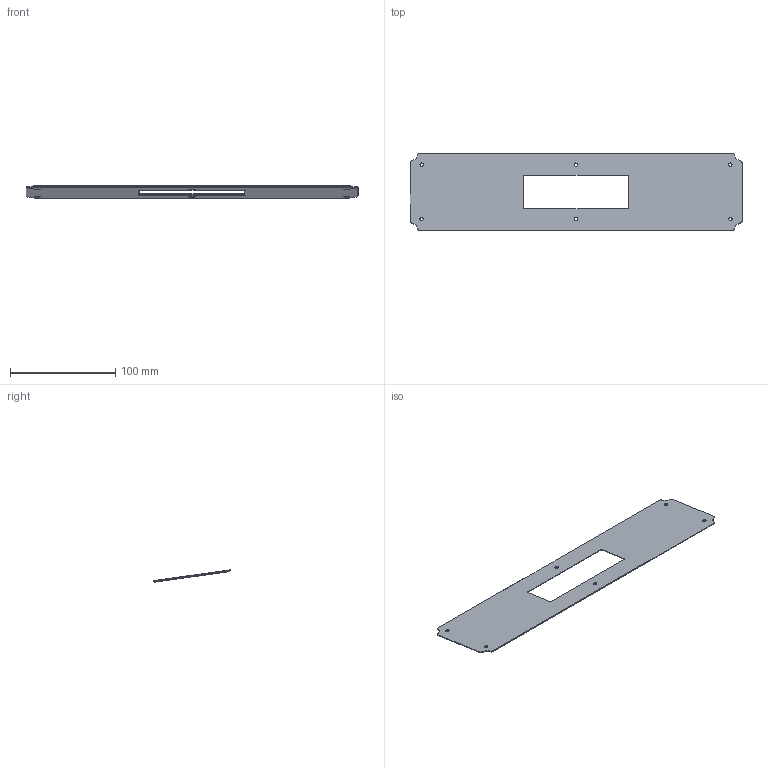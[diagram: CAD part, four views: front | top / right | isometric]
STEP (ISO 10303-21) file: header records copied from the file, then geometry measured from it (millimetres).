
FILE_DESCRIPTION(/* description */ (''),/* implementation_level */ '2;1');
FILE_NAME(/* name */ 'No1A_BotAccent.step',/* time_stamp */ '2025-04-03T22:13:05-04:00',/* author */ (''),/* organization */ (''),/* preprocessor_version */ 'ST-DEVELOPER v20.1',/* originating_system */ 'Autodesk Translation Framework v14.4.0.0',/* authorisation */ '');
FILE_SCHEMA (('AUTOMOTIVE_DESIGN { 1 0 10303 214 3 1 1 }'));
Length unit declared in the file: millimetre
Products named in the file (2): ICM No.1/A; Component1
Assembly tree (1 placements, depth 2):
  ICM No.1/A
    Component1
Bounding box: 314.9 x 73.64 x 11.69 mm (x, y, z)
Volume: 29342.3 mm3; surface area: 40918.1 mm2
Topology: 1 solids, 1 shells, 60 faces, 150 edges, 92 vertices
Faces by surface type: cone 18, plane 18, cylinder 16, bspline 8
Entity records: 1995 total; most frequent: CARTESIAN_POINT 501, ORIENTED_EDGE 300, DIRECTION 296, EDGE_CURVE 150, AXIS2_PLACEMENT_3D 107, VERTEX_POINT 92, LINE 82, VECTOR 82
